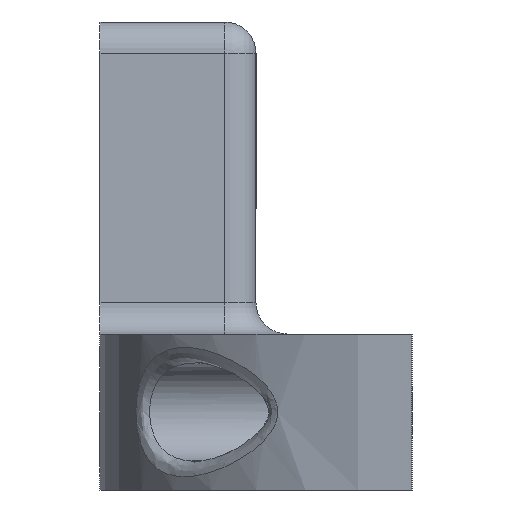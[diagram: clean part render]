
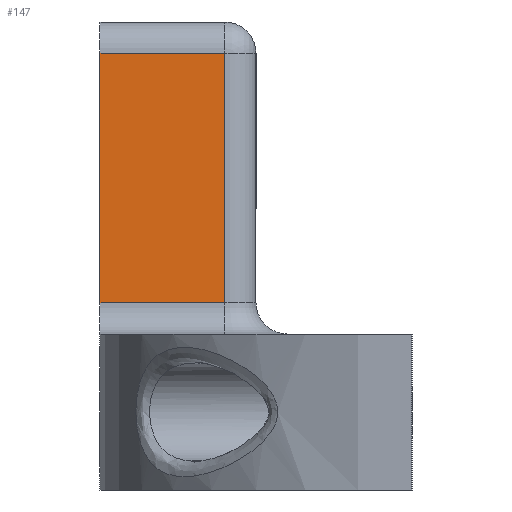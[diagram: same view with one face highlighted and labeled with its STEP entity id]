
A CAD part, left-side view. The second image highlights one B-rep face of the part: STEP entity #147.
In plain terms, the highlighted planar face has unit normal (-1, 0, 0).
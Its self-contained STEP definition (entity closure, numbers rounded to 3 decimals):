
#147=ADVANCED_FACE('',(#635),#637,.T.);
#635=FACE_BOUND('',#636,.T.);
#636=EDGE_LOOP('',(#1377,#1378,#1379,#1380));
#637=PLANE('',#638);
#638=AXIS2_PLACEMENT_3D('',#639,#640,#641);
#639=CARTESIAN_POINT('',(-170.458,20.,10.));
#640=DIRECTION('',(-1.,0.,0.));
#641=DIRECTION('',(0.,-1.,0.));
#1377=ORIENTED_EDGE('',*,*,#1623,.T.);
#1378=ORIENTED_EDGE('',*,*,#1620,.T.);
#1379=ORIENTED_EDGE('',*,*,#1624,.F.);
#1380=ORIENTED_EDGE('',*,*,#1585,.F.);
#1585=EDGE_CURVE('',#1722,#1725,#1726,.T.);
#1620=EDGE_CURVE('',#1783,#1785,#1787,.T.);
#1623=EDGE_CURVE('',#1722,#1783,#1791,.T.);
#1624=EDGE_CURVE('',#1725,#1785,#1792,.T.);
#1722=VERTEX_POINT('',#1954);
#1725=VERTEX_POINT('',#1960);
#1726=LINE('',#1961,#1962);
#1783=VERTEX_POINT('',#2098);
#1785=VERTEX_POINT('',#2103);
#1787=LINE('',#2108,#2109);
#1791=LINE('',#2119,#2120);
#1792=LINE('',#2122,#2123);
#1954=CARTESIAN_POINT('',(-170.458,20.,12.));
#1960=CARTESIAN_POINT('',(-170.458,20.,28.));
#1961=CARTESIAN_POINT('',(-170.458,20.,12.));
#1962=VECTOR('',#1963,1.);
#1963=DIRECTION('',(0.,0.,1.));
#2098=CARTESIAN_POINT('',(-170.458,12.,12.));
#2103=CARTESIAN_POINT('',(-170.458,12.,28.));
#2108=CARTESIAN_POINT('',(-170.458,12.,12.));
#2109=VECTOR('',#2110,1.);
#2110=DIRECTION('',(0.,0.,1.));
#2119=CARTESIAN_POINT('',(-170.458,20.,12.));
#2120=VECTOR('',#2121,1.);
#2121=DIRECTION('',(0.,-1.,0.));
#2122=CARTESIAN_POINT('',(-170.458,20.,28.));
#2123=VECTOR('',#2124,1.);
#2124=DIRECTION('',(0.,-1.,0.));
